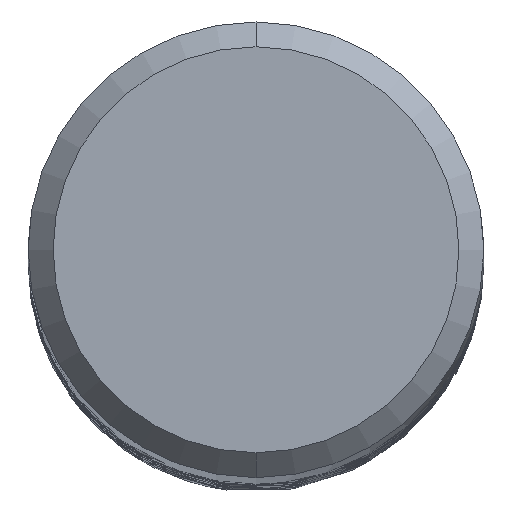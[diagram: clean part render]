
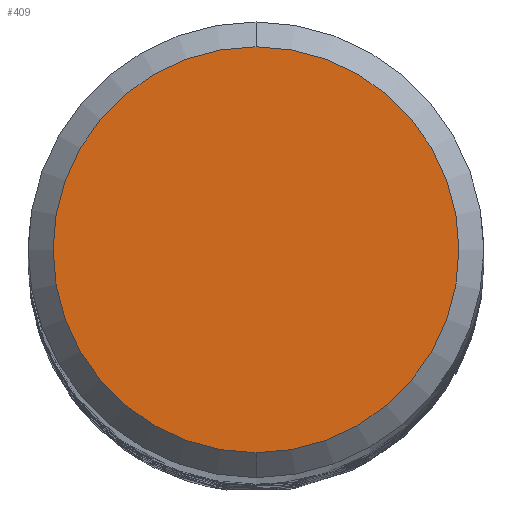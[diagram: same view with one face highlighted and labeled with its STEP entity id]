
A CAD part, top view. The second image highlights one B-rep face of the part: STEP entity #409.
In plain terms, the highlighted planar face has unit normal (0, 0, 1).
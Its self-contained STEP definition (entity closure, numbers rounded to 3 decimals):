
#409=ADVANCED_FACE('',(#1065),#1066,.T.);
#413=EDGE_CURVE('',#587,#591,#1070,.T.);
#561=EDGE_CURVE('',#591,#587,#1231,.T.);
#587=VERTEX_POINT('',#1262);
#591=VERTEX_POINT('',#1267);
#1065=FACE_OUTER_BOUND('',#4533,.T.);
#1066=PLANE('',#4534);
#1070=CIRCLE('',#4539,4.9);
#1231=CIRCLE('',#8063,4.9);
#1262=CARTESIAN_POINT('',(0.,-4.9,0.0));
#1267=CARTESIAN_POINT('',(0.0,4.9,0.0));
#4533=EDGE_LOOP('',(#17138,#17139));
#4534=AXIS2_PLACEMENT_3D('',#17140,#17141,#17142);
#4539=AXIS2_PLACEMENT_3D('',#17143,#17144,#17145);
#8063=AXIS2_PLACEMENT_3D('',#17326,#17327,#17328);
#17138=ORIENTED_EDGE('',*,*,#561,.F.);
#17139=ORIENTED_EDGE('',*,*,#413,.F.);
#17140=CARTESIAN_POINT('',(0.0,2.45,0.0));
#17141=DIRECTION('',(-0.0,0.0,1.0));
#17142=DIRECTION('',(0.0,-1.0,0.0));
#17143=CARTESIAN_POINT('',(0.0,0.0,0.0));
#17144=DIRECTION('',(0.0,0.0,-1.0));
#17145=DIRECTION('',(0.0,1.0,0.0));
#17326=CARTESIAN_POINT('',(0.0,0.0,0.0));
#17327=DIRECTION('',(0.0,0.0,-1.0));
#17328=DIRECTION('',(0.0,1.0,0.0));
